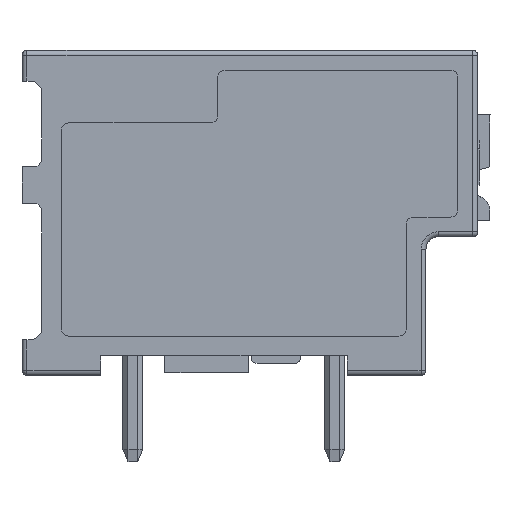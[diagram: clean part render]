
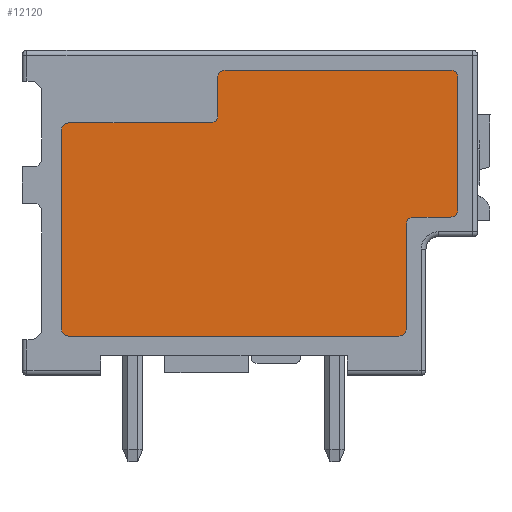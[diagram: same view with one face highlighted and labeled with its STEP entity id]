
A CAD part, left-side view. The second image highlights one B-rep face of the part: STEP entity #12120.
In plain terms, the highlighted planar face has unit normal (-1, 0, 0).
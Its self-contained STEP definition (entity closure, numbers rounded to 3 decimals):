
#86=AXIS2_PLACEMENT_3D('Circle Axis2P3D',#84,#85,$) ;
#191=AXIS2_PLACEMENT_3D('Circle Axis2P3D',#189,#190,$) ;
#273=AXIS2_PLACEMENT_3D('Circle Axis2P3D',#271,#272,$) ;
#11912=AXIS2_PLACEMENT_3D('Circle Axis2P3D',#11910,#11911,$) ;
#11962=AXIS2_PLACEMENT_3D('Circle Axis2P3D',#11960,#11961,$) ;
#12030=AXIS2_PLACEMENT_3D('Circle Axis2P3D',#12028,#12029,$) ;
#12048=AXIS2_PLACEMENT_3D('Circle Axis2P3D',#12046,#12047,$) ;
#12086=AXIS2_PLACEMENT_3D('Circle Axis2P3D',#12084,#12085,$) ;
#12100=AXIS2_PLACEMENT_3D('Plane Axis2P3D',#12097,#12098,#12099) ;
#40=CARTESIAN_POINT('Vertex',(0.8,10.75,15.9)) ;
#45=CARTESIAN_POINT('Line Origine',(0.8,6.175,15.9)) ;
#49=CARTESIAN_POINT('Vertex',(0.8,1.6,15.9)) ;
#84=CARTESIAN_POINT('Axis2P3D Location',(0.8,10.75,15.6)) ;
#88=CARTESIAN_POINT('Vertex',(0.8,11.05,15.6)) ;
#116=CARTESIAN_POINT('Line Origine',(0.8,11.05,14.825)) ;
#120=CARTESIAN_POINT('Vertex',(0.8,11.05,14.05)) ;
#148=CARTESIAN_POINT('Line Origine',(0.8,14.225,13.75)) ;
#152=CARTESIAN_POINT('Vertex',(0.8,11.35,13.75)) ;
#154=CARTESIAN_POINT('Vertex',(0.8,17.1,13.75)) ;
#189=CARTESIAN_POINT('Axis2P3D Location',(0.8,17.1,13.45)) ;
#193=CARTESIAN_POINT('Vertex',(0.8,17.4,13.45)) ;
#227=CARTESIAN_POINT('Vertex',(0.8,17.1,5.1)) ;
#241=CARTESIAN_POINT('Vertex',(0.8,3.7,5.1)) ;
#244=CARTESIAN_POINT('Line Origine',(0.8,10.4,5.1)) ;
#268=CARTESIAN_POINT('Vertex',(0.8,3.1,9.93)) ;
#271=CARTESIAN_POINT('Axis2P3D Location',(0.8,3.1,9.63)) ;
#275=CARTESIAN_POINT('Vertex',(0.8,3.4,9.63)) ;
#11910=CARTESIAN_POINT('Axis2P3D Location',(0.8,1.6,15.6)) ;
#11914=CARTESIAN_POINT('Vertex',(0.8,1.3,15.6)) ;
#11935=CARTESIAN_POINT('Line Origine',(0.8,1.3,12.915)) ;
#11939=CARTESIAN_POINT('Vertex',(0.8,1.3,10.23)) ;
#11960=CARTESIAN_POINT('Axis2P3D Location',(0.8,1.6,10.23)) ;
#11964=CARTESIAN_POINT('Vertex',(0.8,1.6,9.93)) ;
#11985=CARTESIAN_POINT('Line Origine',(0.8,2.35,9.93)) ;
#12003=CARTESIAN_POINT('Line Origine',(0.8,3.4,7.515)) ;
#12007=CARTESIAN_POINT('Vertex',(0.8,3.4,5.4)) ;
#12028=CARTESIAN_POINT('Axis2P3D Location',(0.8,3.7,5.4)) ;
#12046=CARTESIAN_POINT('Axis2P3D Location',(0.8,17.1,5.4)) ;
#12050=CARTESIAN_POINT('Vertex',(0.8,17.4,5.4)) ;
#12066=CARTESIAN_POINT('Line Origine',(0.8,17.4,9.425)) ;
#12084=CARTESIAN_POINT('Axis2P3D Location',(0.8,11.35,14.05)) ;
#12097=CARTESIAN_POINT('Axis2P3D Location',(0.8,28.95,24.83)) ;
#46=DIRECTION('Vector Direction',(0.,1.,0.)) ;
#85=DIRECTION('Axis2P3D Direction',(-1.,0.,0.)) ;
#117=DIRECTION('Vector Direction',(0.,0.,-1.)) ;
#149=DIRECTION('Vector Direction',(0.,1.,0.)) ;
#190=DIRECTION('Axis2P3D Direction',(-1.,0.,0.)) ;
#245=DIRECTION('Vector Direction',(0.,-1.,0.)) ;
#272=DIRECTION('Axis2P3D Direction',(1.,0.,-0.)) ;
#11911=DIRECTION('Axis2P3D Direction',(1.,0.,-0.)) ;
#11936=DIRECTION('Vector Direction',(0.,0.,-1.)) ;
#11961=DIRECTION('Axis2P3D Direction',(1.,0.,0.)) ;
#11986=DIRECTION('Vector Direction',(0.,1.,0.)) ;
#12004=DIRECTION('Vector Direction',(0.,0.,-1.)) ;
#12029=DIRECTION('Axis2P3D Direction',(1.,0.,0.)) ;
#12047=DIRECTION('Axis2P3D Direction',(1.,-0.,0.)) ;
#12067=DIRECTION('Vector Direction',(0.,0.,1.)) ;
#12085=DIRECTION('Axis2P3D Direction',(-1.,0.,0.)) ;
#12098=DIRECTION('Axis2P3D Direction',(-1.,-0.,-0.)) ;
#12099=DIRECTION('Axis2P3D XDirection',(0.,0.,-1.)) ;
#47=VECTOR('Line Direction',#46,1.) ;
#118=VECTOR('Line Direction',#117,1.) ;
#150=VECTOR('Line Direction',#149,1.) ;
#246=VECTOR('Line Direction',#245,1.) ;
#11937=VECTOR('Line Direction',#11936,1.) ;
#11987=VECTOR('Line Direction',#11986,1.) ;
#12005=VECTOR('Line Direction',#12004,1.) ;
#12068=VECTOR('Line Direction',#12067,1.) ;
#12103=ORIENTED_EDGE('',*,*,#51,.T.) ;
#12104=ORIENTED_EDGE('',*,*,#90,.T.) ;
#12105=ORIENTED_EDGE('',*,*,#122,.T.) ;
#12106=ORIENTED_EDGE('',*,*,#12088,.F.) ;
#12107=ORIENTED_EDGE('',*,*,#156,.T.) ;
#12108=ORIENTED_EDGE('',*,*,#195,.T.) ;
#12109=ORIENTED_EDGE('',*,*,#12070,.F.) ;
#12110=ORIENTED_EDGE('',*,*,#12052,.F.) ;
#12111=ORIENTED_EDGE('',*,*,#248,.T.) ;
#12112=ORIENTED_EDGE('',*,*,#12032,.F.) ;
#12113=ORIENTED_EDGE('',*,*,#12009,.F.) ;
#12114=ORIENTED_EDGE('',*,*,#277,.T.) ;
#12115=ORIENTED_EDGE('',*,*,#11989,.F.) ;
#12116=ORIENTED_EDGE('',*,*,#11966,.F.) ;
#12117=ORIENTED_EDGE('',*,*,#11941,.F.) ;
#12118=ORIENTED_EDGE('',*,*,#11916,.F.) ;
#12120=ADVANCED_FACE('model',(#12119),#12101,.T.) ;
#87=CIRCLE('generated circle',#86,0.3) ;
#192=CIRCLE('generated circle',#191,0.3) ;
#274=CIRCLE('generated circle',#273,0.3) ;
#11913=CIRCLE('generated circle',#11912,0.3) ;
#11963=CIRCLE('generated circle',#11962,0.3) ;
#12031=CIRCLE('generated circle',#12030,0.3) ;
#12049=CIRCLE('generated circle',#12048,0.3) ;
#12087=CIRCLE('generated circle',#12086,0.3) ;
#51=EDGE_CURVE('',#50,#41,#48,.T.) ;
#90=EDGE_CURVE('',#41,#89,#87,.T.) ;
#122=EDGE_CURVE('',#89,#121,#119,.T.) ;
#156=EDGE_CURVE('',#153,#155,#151,.T.) ;
#195=EDGE_CURVE('',#155,#194,#192,.T.) ;
#248=EDGE_CURVE('',#228,#242,#247,.T.) ;
#277=EDGE_CURVE('',#276,#269,#274,.T.) ;
#11916=EDGE_CURVE('',#50,#11915,#11913,.T.) ;
#11941=EDGE_CURVE('',#11915,#11940,#11938,.T.) ;
#11966=EDGE_CURVE('',#11940,#11965,#11963,.T.) ;
#11989=EDGE_CURVE('',#11965,#269,#11988,.T.) ;
#12009=EDGE_CURVE('',#276,#12008,#12006,.T.) ;
#12032=EDGE_CURVE('',#12008,#242,#12031,.T.) ;
#12052=EDGE_CURVE('',#228,#12051,#12049,.T.) ;
#12070=EDGE_CURVE('',#12051,#194,#12069,.T.) ;
#12088=EDGE_CURVE('',#153,#121,#12087,.T.) ;
#12102=EDGE_LOOP('',(#12103,#12104,#12105,#12106,#12107,#12108,#12109,#12110,#12111,#12112,#12113,#12114,#12115,#12116,#12117,#12118)) ;
#12119=FACE_OUTER_BOUND('',#12102,.T.) ;
#48=LINE('Line',#45,#47) ;
#119=LINE('Line',#116,#118) ;
#151=LINE('Line',#148,#150) ;
#247=LINE('Line',#244,#246) ;
#11938=LINE('Line',#11935,#11937) ;
#11988=LINE('Line',#11985,#11987) ;
#12006=LINE('Line',#12003,#12005) ;
#12069=LINE('Line',#12066,#12068) ;
#12101=PLANE('',#12100) ;
#41=VERTEX_POINT('',#40) ;
#50=VERTEX_POINT('',#49) ;
#89=VERTEX_POINT('',#88) ;
#121=VERTEX_POINT('',#120) ;
#153=VERTEX_POINT('',#152) ;
#155=VERTEX_POINT('',#154) ;
#194=VERTEX_POINT('',#193) ;
#228=VERTEX_POINT('',#227) ;
#242=VERTEX_POINT('',#241) ;
#269=VERTEX_POINT('',#268) ;
#276=VERTEX_POINT('',#275) ;
#11915=VERTEX_POINT('',#11914) ;
#11940=VERTEX_POINT('',#11939) ;
#11965=VERTEX_POINT('',#11964) ;
#12008=VERTEX_POINT('',#12007) ;
#12051=VERTEX_POINT('',#12050) ;
